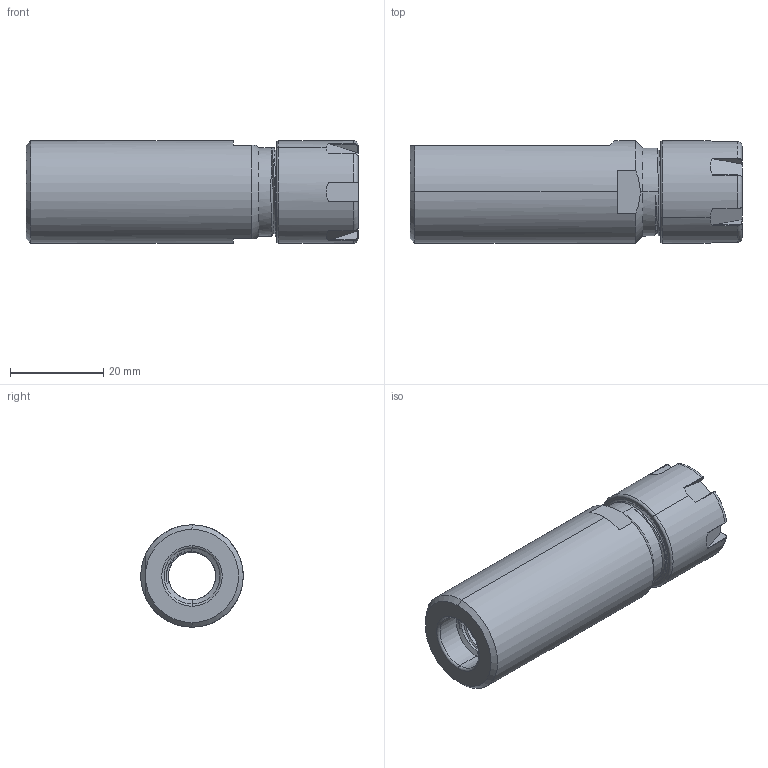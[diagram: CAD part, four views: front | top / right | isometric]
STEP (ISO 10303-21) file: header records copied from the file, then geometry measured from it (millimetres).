
FILE_DESCRIPTION (( 'STEP AP203' ), '1' );
FILE_NAME ('120.02.C.10.STEP', '2016-11-28T09:54:25', ( '' ), ( '' ), 'SwSTEP 2.0', 'SolidWorks 2012', '' );
FILE_SCHEMA (( 'CONFIG_CONTROL_DESIGN' ));
Length unit declared in the file: millimetre
Products named in the file (3): 120.02.C.10; 2-01.300.0160180D4_ER16螺帽(M型)
Assembly tree (2 placements, depth 2):
  120.02.C.10
    120.02.C.10
    2-01.300.0160180D4_ER16螺帽(M型)
Bounding box: 71.3 x 22 x 22 mm (x, y, z)
Volume: 17900.6 mm3; surface area: 11237.9 mm2
Topology: 2 solids, 2 shells, 240 faces, 646 edges, 409 vertices
Faces by surface type: cylinder 116, plane 57, torus 28, bspline 26, cone 13
Entity records: 19261 total; most frequent: CARTESIAN_POINT 13739, ORIENTED_EDGE 1288, DIRECTION 888, EDGE_CURVE 644, VERTEX_POINT 409, AXIS2_PLACEMENT_3D 331, EDGE_LOOP 245, FACE_OUTER_BOUND 240
